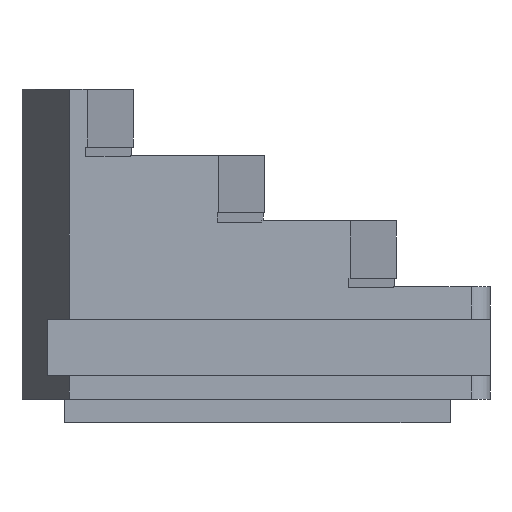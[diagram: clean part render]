
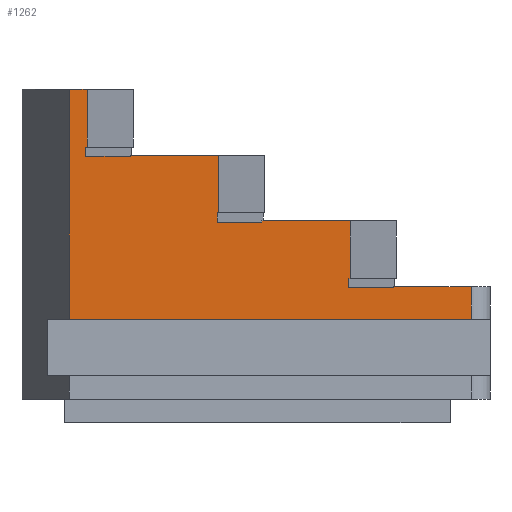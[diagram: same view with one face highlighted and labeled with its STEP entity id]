
A CAD part, left-side view. The second image highlights one B-rep face of the part: STEP entity #1262.
In plain terms, the highlighted planar face has unit normal (-1, 0, 0).
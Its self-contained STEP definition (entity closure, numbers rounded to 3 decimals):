
#35=FACE_OUTER_BOUND('',#98,.T.);
#98=EDGE_LOOP('',(#832,#833,#834,#835,#836,#837,#838,#839,#840,#841,#842,
#843,#844,#845,#846,#847,#848,#849,#850,#851,#852,#853));
#173=LINE('',#1751,#341);
#183=LINE('',#1770,#351);
#184=LINE('',#1774,#352);
#185=LINE('',#1776,#353);
#186=LINE('',#1778,#354);
#187=LINE('',#1780,#355);
#188=LINE('',#1782,#356);
#189=LINE('',#1784,#357);
#190=LINE('',#1786,#358);
#191=LINE('',#1788,#359);
#192=LINE('',#1790,#360);
#193=LINE('',#1792,#361);
#194=LINE('',#1794,#362);
#195=LINE('',#1796,#363);
#196=LINE('',#1798,#364);
#197=LINE('',#1800,#365);
#198=LINE('',#1802,#366);
#199=LINE('',#1803,#367);
#200=LINE('',#1805,#368);
#201=LINE('',#1807,#369);
#202=LINE('',#1809,#370);
#203=LINE('',#1810,#371);
#341=VECTOR('',#1432,1.896);
#351=VECTOR('',#1444,24.5);
#352=VECTOR('',#1447,4.792);
#353=VECTOR('',#1448,1.);
#354=VECTOR('',#1449,0.173);
#355=VECTOR('',#1450,6.15);
#356=VECTOR('',#1451,9.381);
#357=VECTOR('',#1452,0.15);
#358=VECTOR('',#1453,4.792);
#359=VECTOR('',#1454,1.);
#360=VECTOR('',#1455,0.173);
#361=VECTOR('',#1456,6.15);
#362=VECTOR('',#1457,9.381);
#363=VECTOR('',#1458,0.15);
#364=VECTOR('',#1459,4.792);
#365=VECTOR('',#1460,1.);
#366=VECTOR('',#1461,0.173);
#367=VECTOR('',#1462,6.15);
#368=VECTOR('',#1463,42.804);
#369=VECTOR('',#1464,3.5);
#370=VECTOR('',#1465,8.289);
#371=VECTOR('',#1466,0.15);
#505=VERTEX_POINT('',#1748);
#506=VERTEX_POINT('',#1750);
#514=VERTEX_POINT('',#1768);
#515=VERTEX_POINT('',#1772);
#516=VERTEX_POINT('',#1773);
#517=VERTEX_POINT('',#1775);
#518=VERTEX_POINT('',#1777);
#519=VERTEX_POINT('',#1779);
#520=VERTEX_POINT('',#1781);
#521=VERTEX_POINT('',#1783);
#522=VERTEX_POINT('',#1785);
#523=VERTEX_POINT('',#1787);
#524=VERTEX_POINT('',#1789);
#525=VERTEX_POINT('',#1791);
#526=VERTEX_POINT('',#1793);
#527=VERTEX_POINT('',#1795);
#528=VERTEX_POINT('',#1797);
#529=VERTEX_POINT('',#1799);
#530=VERTEX_POINT('',#1801);
#531=VERTEX_POINT('',#1804);
#532=VERTEX_POINT('',#1806);
#533=VERTEX_POINT('',#1808);
#628=EDGE_CURVE('',#506,#505,#173,.T.);
#638=EDGE_CURVE('',#514,#505,#183,.T.);
#639=EDGE_CURVE('',#515,#516,#184,.T.);
#640=EDGE_CURVE('',#516,#517,#185,.T.);
#641=EDGE_CURVE('',#517,#518,#186,.T.);
#642=EDGE_CURVE('',#518,#519,#187,.T.);
#643=EDGE_CURVE('',#519,#520,#188,.T.);
#644=EDGE_CURVE('',#520,#521,#189,.T.);
#645=EDGE_CURVE('',#521,#522,#190,.T.);
#646=EDGE_CURVE('',#522,#523,#191,.T.);
#647=EDGE_CURVE('',#523,#524,#192,.T.);
#648=EDGE_CURVE('',#524,#525,#193,.T.);
#649=EDGE_CURVE('',#525,#526,#194,.T.);
#650=EDGE_CURVE('',#526,#527,#195,.T.);
#651=EDGE_CURVE('',#527,#528,#196,.T.);
#652=EDGE_CURVE('',#528,#529,#197,.T.);
#653=EDGE_CURVE('',#529,#530,#198,.T.);
#654=EDGE_CURVE('',#530,#506,#199,.T.);
#655=EDGE_CURVE('',#514,#531,#200,.T.);
#656=EDGE_CURVE('',#532,#531,#201,.T.);
#657=EDGE_CURVE('',#532,#533,#202,.T.);
#658=EDGE_CURVE('',#533,#515,#203,.T.);
#832=ORIENTED_EDGE('',*,*,#639,.T.);
#833=ORIENTED_EDGE('',*,*,#640,.T.);
#834=ORIENTED_EDGE('',*,*,#641,.T.);
#835=ORIENTED_EDGE('',*,*,#642,.T.);
#836=ORIENTED_EDGE('',*,*,#643,.T.);
#837=ORIENTED_EDGE('',*,*,#644,.T.);
#838=ORIENTED_EDGE('',*,*,#645,.T.);
#839=ORIENTED_EDGE('',*,*,#646,.T.);
#840=ORIENTED_EDGE('',*,*,#647,.T.);
#841=ORIENTED_EDGE('',*,*,#648,.T.);
#842=ORIENTED_EDGE('',*,*,#649,.T.);
#843=ORIENTED_EDGE('',*,*,#650,.T.);
#844=ORIENTED_EDGE('',*,*,#651,.T.);
#845=ORIENTED_EDGE('',*,*,#652,.T.);
#846=ORIENTED_EDGE('',*,*,#653,.T.);
#847=ORIENTED_EDGE('',*,*,#654,.T.);
#848=ORIENTED_EDGE('',*,*,#628,.T.);
#849=ORIENTED_EDGE('',*,*,#638,.F.);
#850=ORIENTED_EDGE('',*,*,#655,.T.);
#851=ORIENTED_EDGE('',*,*,#656,.F.);
#852=ORIENTED_EDGE('',*,*,#657,.T.);
#853=ORIENTED_EDGE('',*,*,#658,.T.);
#1141=PLANE('',#1329);
#1262=ADVANCED_FACE('',(#35),#1141,.T.);
#1329=AXIS2_PLACEMENT_3D('',#1771,#1445,#1446);
#1432=DIRECTION('',(0.,1.,0.));
#1444=DIRECTION('',(0.,0.,1.));
#1445=DIRECTION('center_axis',(-1.,0.,0.));
#1446=DIRECTION('ref_axis',(0.,0.,1.));
#1447=DIRECTION('',(0.,1.,0.));
#1448=DIRECTION('',(0.,0.,1.));
#1449=DIRECTION('',(0.,-1.,0.));
#1450=DIRECTION('',(0.,0.,1.));
#1451=DIRECTION('',(0.,1.,0.));
#1452=DIRECTION('',(0.,0.,-1.));
#1453=DIRECTION('',(0.,1.,0.));
#1454=DIRECTION('',(0.,0.,1.));
#1455=DIRECTION('',(0.,-1.,0.));
#1456=DIRECTION('',(0.,0.,1.));
#1457=DIRECTION('',(0.,1.,0.));
#1458=DIRECTION('',(0.,0.,-1.));
#1459=DIRECTION('',(0.,1.,0.));
#1460=DIRECTION('',(0.,0.,1.));
#1461=DIRECTION('',(0.,-1.,0.));
#1462=DIRECTION('',(0.,0.,1.));
#1463=DIRECTION('',(0.,-1.,0.));
#1464=DIRECTION('',(0.,0.,-1.));
#1465=DIRECTION('',(0.,1.,0.));
#1466=DIRECTION('',(0.,0.,-1.));
#1748=CARTESIAN_POINT('',(-9.,-5.196,33.));
#1750=CARTESIAN_POINT('',(-9.,-7.093,33.));
#1751=CARTESIAN_POINT('',(-9.,-5.196,33.));
#1768=CARTESIAN_POINT('',(-9.,-5.196,8.5));
#1770=CARTESIAN_POINT('',(-9.,-5.196,0.));
#1771=CARTESIAN_POINT('Origin',(-9.,-50.,0.));
#1772=CARTESIAN_POINT('',(-9.,-39.711,11.85));
#1773=CARTESIAN_POINT('',(-9.,-34.919,11.85));
#1774=CARTESIAN_POINT('',(-9.,-42.883,11.85));
#1775=CARTESIAN_POINT('',(-9.,-34.919,12.85));
#1776=CARTESIAN_POINT('',(-9.,-34.919,6.425));
#1777=CARTESIAN_POINT('',(-9.,-35.093,12.85));
#1778=CARTESIAN_POINT('',(-9.,-42.948,12.85));
#1779=CARTESIAN_POINT('',(-9.,-35.093,19.));
#1780=CARTESIAN_POINT('',(-9.,-35.093,9.5));
#1781=CARTESIAN_POINT('',(-9.,-25.711,19.));
#1782=CARTESIAN_POINT('',(-9.,-42.851,19.));
#1783=CARTESIAN_POINT('',(-9.,-25.711,18.85));
#1784=CARTESIAN_POINT('',(-9.,-25.711,9.5));
#1785=CARTESIAN_POINT('',(-9.,-20.919,18.85));
#1786=CARTESIAN_POINT('',(-9.,-35.871,18.85));
#1787=CARTESIAN_POINT('',(-9.,-20.919,19.85));
#1788=CARTESIAN_POINT('',(-9.,-20.919,9.925));
#1789=CARTESIAN_POINT('',(-9.,-21.093,19.85));
#1790=CARTESIAN_POINT('',(-9.,-35.936,19.85));
#1791=CARTESIAN_POINT('',(-9.,-21.093,26.));
#1792=CARTESIAN_POINT('',(-9.,-21.093,13.));
#1793=CARTESIAN_POINT('',(-9.,-11.711,26.));
#1794=CARTESIAN_POINT('',(-9.,-39.26,26.));
#1795=CARTESIAN_POINT('',(-9.,-11.711,25.85));
#1796=CARTESIAN_POINT('',(-9.,-11.711,13.));
#1797=CARTESIAN_POINT('',(-9.,-6.919,25.85));
#1798=CARTESIAN_POINT('',(-9.,-28.448,25.85));
#1799=CARTESIAN_POINT('',(-9.,-6.919,26.85));
#1800=CARTESIAN_POINT('',(-9.,-6.919,13.175));
#1801=CARTESIAN_POINT('',(-9.,-7.093,26.85));
#1802=CARTESIAN_POINT('',(-9.,-31.,26.85));
#1803=CARTESIAN_POINT('',(-9.,-7.093,16.5));
#1804=CARTESIAN_POINT('',(-9.,-48.,8.5));
#1805=CARTESIAN_POINT('',(-9.,-50.,8.5));
#1806=CARTESIAN_POINT('',(-9.,-48.,12.));
#1807=CARTESIAN_POINT('',(-9.,-48.,0.));
#1808=CARTESIAN_POINT('',(-9.,-39.711,12.));
#1809=CARTESIAN_POINT('',(-9.,-46.518,12.));
#1810=CARTESIAN_POINT('',(-9.,-39.711,6.));
